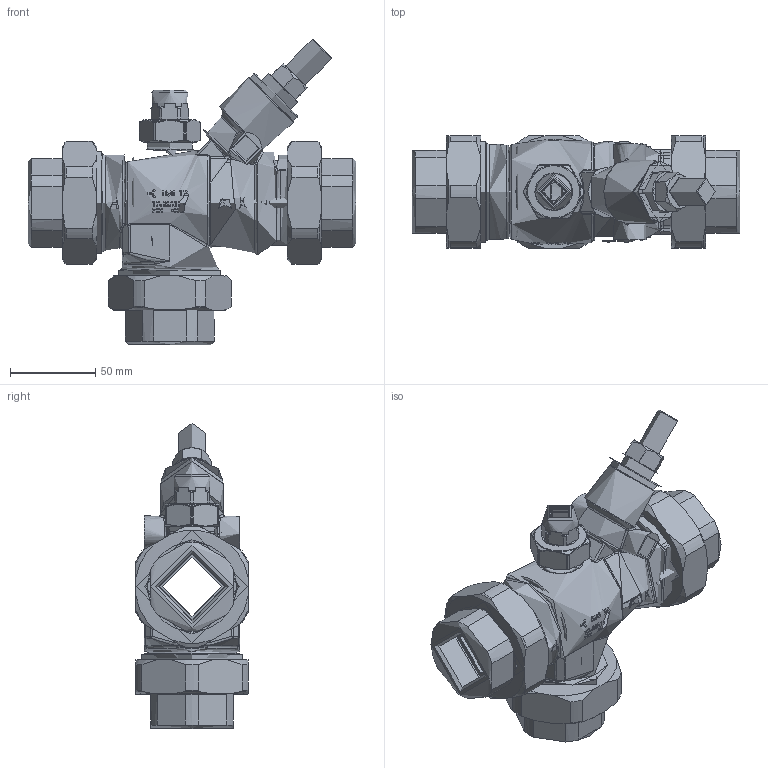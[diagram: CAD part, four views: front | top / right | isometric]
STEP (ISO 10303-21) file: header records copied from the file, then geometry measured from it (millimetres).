
FILE_DESCRIPTION(/* description */ ('Unknown'),/* implementation_level */ '2;1');
FILE_NAME(/* name */ 'T401150G-IM',/* time_stamp */ '2019-07-03T13:43:57+02:00',/* author */ ('Unknown'),/* organization */ ('Unknown'),/* preprocessor_version */ 'ST-DEVELOPER v16.7',/* originating_system */ 'DEX',/* authorisation */ $);
FILE_SCHEMA (('AUTOMOTIVE_DESIGN {1 0 10303 214 3 1 1}'));
Length unit declared in the file: millimetre
Products named in the file (11): 18_10_30-COMPL. T10 1P-1_4; 31084; 18_10_30-GHIERA SERR. REGOL; 18_10_30-ANELLO REGOL; 41112; 21502; 41062; 21379; 18_10_30-PERNO REGOLAZIONE; 70009; 77023
Assembly tree (16 placements, depth 2):
  18_10_30-COMPL. T10 1P-1_4
    31084
    18_10_30-GHIERA SERR. REGOL
    18_10_30-ANELLO REGOL
    41112  x3
    21502  x3
    41062
    21379
    18_10_30-PERNO REGOLAZIONE
    70009  x3
    77023
Bounding box: 192.01 x 65.7 x 178.67 mm (x, y, z)
Volume: 339532.5 mm3
Topology: 16 solids, 22 shells, 1106 faces, 2723 edges, 1694 vertices
Faces by surface type: cylinder 315, plane 252, bspline 224, cone 170, torus 99, sphere 46
Full cylindrical faces by diameter (mm): 11.5 x1, 13.3 x1, 14.5 x1, 15.2 x4, 15.3 x1, 15.6 x1, 15.9 x1, 16 x2, 16.3 x1, 17.496 x1, 18.376 x1, 19 x3, 20 x1, 20.4 x1, 20.955 x1, 22.1 x1, 22.4 x1, 23.9 x1, 24.1 x1, 24.117 x2, 24.2 x2, 24.4 x3, 26.441 x2, 29.7 x3, 30 x1, 30.6 x1, 31.376 x2, 33 x1, 34.2 x3, 36 x1
Entity records: 39871 total; most frequent: CARTESIAN_POINT 13394, ORIENTED_EDGE 4208, DIRECTION 3590, EDGE_CURVE 2104, AXIS2_PLACEMENT_3D 1563, VERTEX_POINT 1430, EDGE_LOOP 1226, FACE_BOUND 1226
